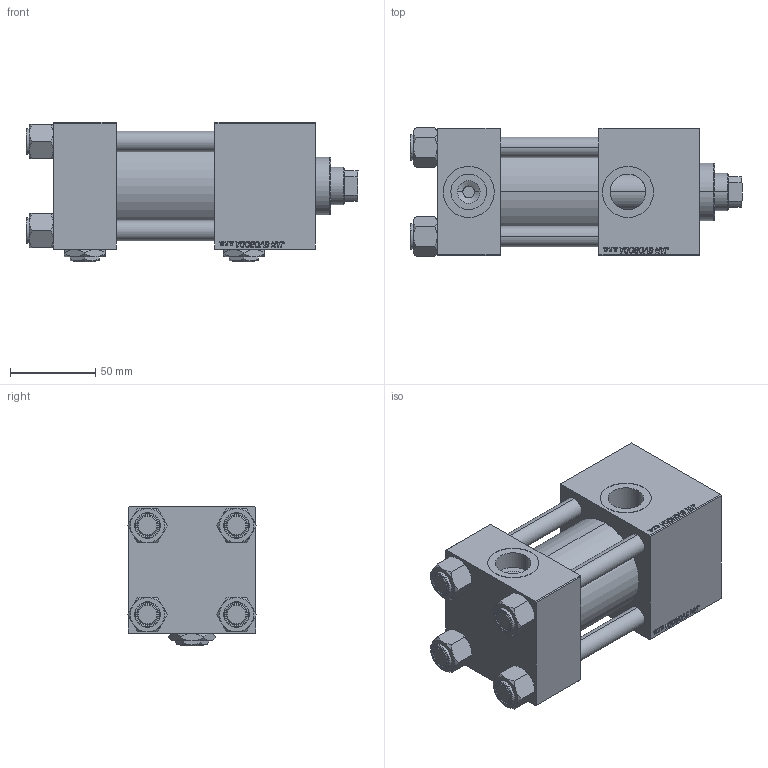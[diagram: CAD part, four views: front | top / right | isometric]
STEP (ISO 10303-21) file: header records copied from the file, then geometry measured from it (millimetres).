
FILE_DESCRIPTION (( 'STEP AP203' ), '1' );
FILE_NAME ('8421.STEP', '2022-04-16T23:49:43', ( '' ), ( '' ), 'SwSTEP 2.0', 'SolidWorks 2019', '' );
FILE_SCHEMA (( 'CONFIG_CONTROL_DESIGN' ));
Length unit declared in the file: millimetre
Products named in the file (7): V215CD_C_TYCINKA 906e0ded5abfff4a452e86961105d75c; V215CD_VCP_C 906e0ded5abfff4a452e86961105d75c; Zatka_pro_OIL_PORT 906e0ded5abfff4a452e86961105d75c; NUT_M5_V215CD_C 906e0ded5abfff4a452e86961105d75c; 8421; V215CD_Body_C 906e0ded5abfff4a452e86961105d75c; V215CD_VC_C 906e0ded5abfff4a452e86961105d75c
Assembly tree (13 placements, depth 2):
  8421
    V215CD_Body_C 906e0ded5abfff4a452e86961105d75c
    V215CD_VC_C 906e0ded5abfff4a452e86961105d75c
    V215CD_VCP_C 906e0ded5abfff4a452e86961105d75c
    V215CD_C_TYCINKA 906e0ded5abfff4a452e86961105d75c  x4
    NUT_M5_V215CD_C 906e0ded5abfff4a452e86961105d75c  x4
    Zatka_pro_OIL_PORT 906e0ded5abfff4a452e86961105d75c  x2
Bounding box: 195 x 75.54 x 82 mm (x, y, z)
Volume: 651788 mm3; surface area: 151840.9 mm2
Topology: 13 solids, 13 shells, 1255 faces, 3116 edges, 2011 vertices
Faces by surface type: plane 575, bspline 392, cone 178, cylinder 102, torus 8
Entity records: 52413 total; most frequent: CARTESIAN_POINT 27783, ORIENTED_EDGE 5532, DIRECTION 3582, EDGE_CURVE 2766, VERTEX_POINT 1809, LINE 1642, VECTOR 1642, EDGE_LOOP 1231
